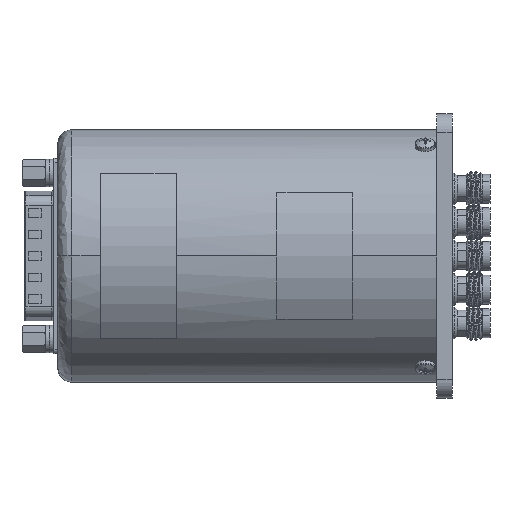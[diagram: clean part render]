
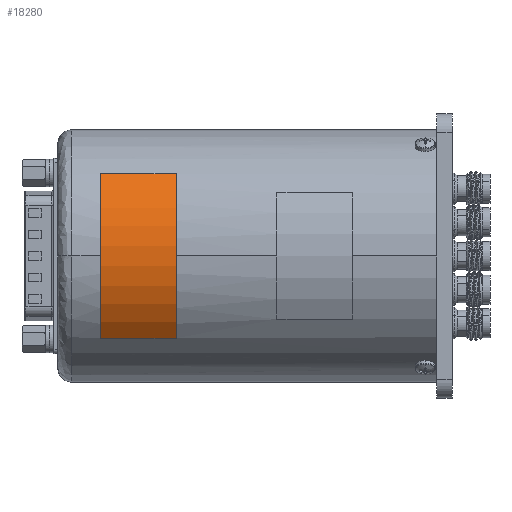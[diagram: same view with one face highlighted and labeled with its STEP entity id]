
A CAD part, left-side view. The second image highlights one B-rep face of the part: STEP entity #18280.
In plain terms, the highlighted cylindrical face has radius 25.425 mm (diameter 50.851 mm), a partial arc.
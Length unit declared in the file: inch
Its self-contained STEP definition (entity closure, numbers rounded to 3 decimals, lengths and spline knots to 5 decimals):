
#876 = AXIS2_PLACEMENT_3D ( 'NONE', #18009, #19955, #14808 ) ;
#974 = CARTESIAN_POINT ( 'NONE',  ( 0., 3., 0. ) ) ;
#1540 = CARTESIAN_POINT ( 'NONE',  ( 0., 2.66115, 0. ) ) ;
#2671 = CIRCLE ( 'NONE', #20677, 1.001 ) ;
#6571 = DIRECTION ( 'NONE',  ( 0., 1., 0. ) ) ;
#6783 = EDGE_CURVE ( 'NONE', #30181, #31330, #21616, .T. ) ;
#7375 = EDGE_LOOP ( 'NONE', ( #30016, #20751, #30755, #21723 ) ) ;
#9147 = LINE ( 'NONE', #17013, #11783 ) ;
#9579 = EDGE_CURVE ( 'NONE', #31330, #20278, #26586, .T. ) ;
#10351 = AXIS2_PLACEMENT_3D ( 'NONE', #974, #10806, #28850 ) ;
#10806 = DIRECTION ( 'NONE',  ( 0., -1., 0. ) ) ;
#11783 = VECTOR ( 'NONE', #6571, 39.37008 ) ;
#13667 = CARTESIAN_POINT ( 'NONE',  ( 0.65, 2.66115, 0.76125 ) ) ;
#14190 = DIRECTION ( 'NONE',  ( 0., -1., 0. ) ) ;
#14808 = DIRECTION ( 'NONE',  ( 0., 0., 1. ) ) ;
#17013 = CARTESIAN_POINT ( 'NONE',  ( 0.65, 3., 0.76125 ) ) ;
#18009 = CARTESIAN_POINT ( 'NONE',  ( 0., 2.06115, 0. ) ) ;
#18280 = ADVANCED_FACE ( 'NONE', ( #28529 ), #23061, .T. ) ;
#18766 = DIRECTION ( 'NONE',  ( 0., 0., -1. ) ) ;
#19955 = DIRECTION ( 'NONE',  ( 0., 1., 0. ) ) ;
#20278 = VERTEX_POINT ( 'NONE', #21101 ) ;
#20677 = AXIS2_PLACEMENT_3D ( 'NONE', #1540, #26191, #18766 ) ;
#20751 = ORIENTED_EDGE ( 'NONE', *, *, #6783, .T. ) ;
#21101 = CARTESIAN_POINT ( 'NONE',  ( 0.65, 2.06115, 0.76125 ) ) ;
#21138 = CARTESIAN_POINT ( 'NONE',  ( -0.65, 3., 0.76125 ) ) ;
#21616 = LINE ( 'NONE', #21138, #29578 ) ;
#21723 = ORIENTED_EDGE ( 'NONE', *, *, #25431, .T. ) ;
#23061 = CYLINDRICAL_SURFACE ( 'NONE', #10351, 1.001 ) ;
#25431 = EDGE_CURVE ( 'NONE', #20278, #27934, #9147, .T. ) ;
#26191 = DIRECTION ( 'NONE',  ( 0., -1., 0. ) ) ;
#26247 = CARTESIAN_POINT ( 'NONE',  ( -0.65, 2.06115, 0.76125 ) ) ;
#26586 = CIRCLE ( 'NONE', #876, 1.001 ) ;
#27545 = CARTESIAN_POINT ( 'NONE',  ( -0.65, 2.66115, 0.76125 ) ) ;
#27934 = VERTEX_POINT ( 'NONE', #13667 ) ;
#28529 = FACE_OUTER_BOUND ( 'NONE', #7375, .T. ) ;
#28850 = DIRECTION ( 'NONE',  ( 0., 0., -1. ) ) ;
#29397 = EDGE_CURVE ( 'NONE', #27934, #30181, #2671, .T. ) ;
#29578 = VECTOR ( 'NONE', #14190, 39.37008 ) ;
#30016 = ORIENTED_EDGE ( 'NONE', *, *, #29397, .T. ) ;
#30181 = VERTEX_POINT ( 'NONE', #27545 ) ;
#30755 = ORIENTED_EDGE ( 'NONE', *, *, #9579, .T. ) ;
#31330 = VERTEX_POINT ( 'NONE', #26247 ) ;
